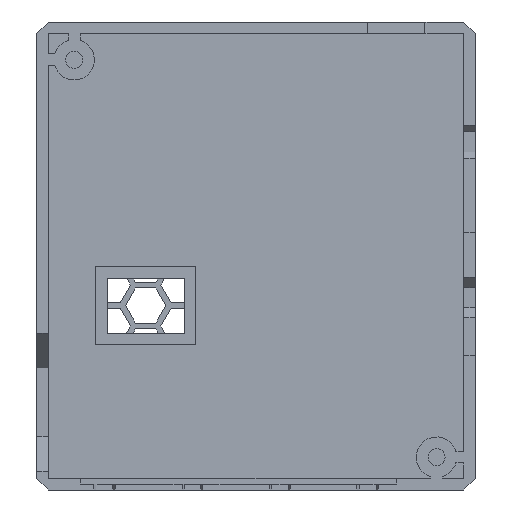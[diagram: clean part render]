
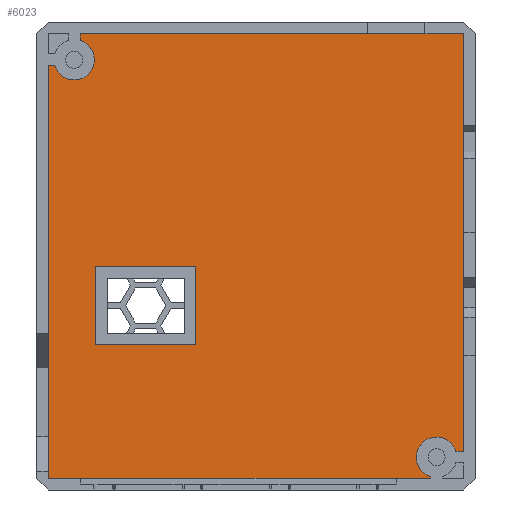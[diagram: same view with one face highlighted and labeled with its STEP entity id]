
A CAD part, front view. The second image highlights one B-rep face of the part: STEP entity #6023.
In plain terms, the highlighted planar face has unit normal (0, -1, 0).
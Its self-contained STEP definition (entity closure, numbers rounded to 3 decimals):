
#51=CIRCLE('',#6356,3.45);
#52=CIRCLE('',#6357,3.45);
#94=FACE_BOUND('',#713,.T.);
#379=FACE_OUTER_BOUND('',#712,.T.);
#712=EDGE_LOOP('',(#5253,#5254,#5255,#5256,#5257,#5258,#5259,#5260,#5261,
#5262));
#713=EDGE_LOOP('',(#5263,#5264,#5265,#5266));
#770=LINE('',#7887,#1585);
#1442=LINE('',#9266,#2257);
#1521=LINE('',#9438,#2336);
#1525=LINE('',#9446,#2340);
#1529=LINE('',#9454,#2344);
#1532=LINE('',#9459,#2347);
#1534=LINE('',#9465,#2349);
#1535=LINE('',#9467,#2350);
#1536=LINE('',#9469,#2351);
#1537=LINE('',#9471,#2352);
#1538=LINE('',#9474,#2353);
#1539=LINE('',#9476,#2354);
#1585=VECTOR('',#6415,10.);
#2257=VECTOR('',#7559,10.);
#2336=VECTOR('',#7728,10.);
#2340=VECTOR('',#7734,10.);
#2344=VECTOR('',#7742,10.);
#2347=VECTOR('',#7747,10.);
#2349=VECTOR('',#7753,10.);
#2350=VECTOR('',#7754,10.);
#2351=VECTOR('',#7755,10.);
#2352=VECTOR('',#7756,10.);
#2353=VECTOR('',#7759,10.);
#2354=VECTOR('',#7760,10.);
#2396=VERTEX_POINT('',#7884);
#2397=VERTEX_POINT('',#7886);
#2868=VERTEX_POINT('',#9264);
#2915=VERTEX_POINT('',#9436);
#2916=VERTEX_POINT('',#9437);
#2919=VERTEX_POINT('',#9445);
#2921=VERTEX_POINT('',#9453);
#2923=VERTEX_POINT('',#9463);
#2924=VERTEX_POINT('',#9464);
#2925=VERTEX_POINT('',#9466);
#2926=VERTEX_POINT('',#9468);
#2927=VERTEX_POINT('',#9470);
#2928=VERTEX_POINT('',#9472);
#2929=VERTEX_POINT('',#9475);
#2958=EDGE_CURVE('',#2397,#2396,#770,.T.);
#3645=EDGE_CURVE('',#2396,#2868,#1442,.T.);
#3731=EDGE_CURVE('',#2915,#2916,#1521,.T.);
#3735=EDGE_CURVE('',#2919,#2915,#1525,.T.);
#3739=EDGE_CURVE('',#2916,#2921,#1529,.T.);
#3742=EDGE_CURVE('',#2921,#2919,#1532,.T.);
#3744=EDGE_CURVE('',#2923,#2924,#1534,.T.);
#3745=EDGE_CURVE('',#2924,#2925,#1535,.T.);
#3746=EDGE_CURVE('',#2925,#2926,#1536,.T.);
#3747=EDGE_CURVE('',#2926,#2927,#1537,.T.);
#3748=EDGE_CURVE('',#2927,#2928,#51,.T.);
#3749=EDGE_CURVE('',#2928,#2397,#1538,.T.);
#3750=EDGE_CURVE('',#2868,#2929,#1539,.T.);
#3751=EDGE_CURVE('',#2929,#2923,#52,.T.);
#5253=ORIENTED_EDGE('',*,*,#3744,.T.);
#5254=ORIENTED_EDGE('',*,*,#3745,.T.);
#5255=ORIENTED_EDGE('',*,*,#3746,.T.);
#5256=ORIENTED_EDGE('',*,*,#3747,.T.);
#5257=ORIENTED_EDGE('',*,*,#3748,.T.);
#5258=ORIENTED_EDGE('',*,*,#3749,.T.);
#5259=ORIENTED_EDGE('',*,*,#2958,.T.);
#5260=ORIENTED_EDGE('',*,*,#3645,.T.);
#5261=ORIENTED_EDGE('',*,*,#3750,.T.);
#5262=ORIENTED_EDGE('',*,*,#3751,.T.);
#5263=ORIENTED_EDGE('',*,*,#3735,.T.);
#5264=ORIENTED_EDGE('',*,*,#3731,.T.);
#5265=ORIENTED_EDGE('',*,*,#3739,.T.);
#5266=ORIENTED_EDGE('',*,*,#3742,.T.);
#5733=PLANE('',#6355);
#6023=ADVANCED_FACE('',(#379,#94),#5733,.F.);
#6355=AXIS2_PLACEMENT_3D('',#9462,#7751,#7752);
#6356=AXIS2_PLACEMENT_3D('',#9473,#7757,#7758);
#6357=AXIS2_PLACEMENT_3D('',#9477,#7761,#7762);
#6415=DIRECTION('',(0.,0.,-1.));
#7559=DIRECTION('',(1.,0.,0.));
#7728=DIRECTION('',(0.,0.,-1.));
#7734=DIRECTION('',(1.,0.,0.));
#7742=DIRECTION('',(-1.,0.,0.));
#7747=DIRECTION('',(0.,0.,1.));
#7751=DIRECTION('center_axis',(0.,1.,0.));
#7752=DIRECTION('ref_axis',(-1.,0.,0.));
#7753=DIRECTION('',(1.,0.,0.));
#7754=DIRECTION('',(0.,0.,1.));
#7755=DIRECTION('',(-1.,0.,0.));
#7756=DIRECTION('',(0.,0.,-1.));
#7757=DIRECTION('center_axis',(0.,1.,0.));
#7758=DIRECTION('ref_axis',(1.,0.,0.));
#7759=DIRECTION('',(-1.,0.,0.));
#7760=DIRECTION('',(0.,0.,1.));
#7761=DIRECTION('center_axis',(0.,1.,0.));
#7762=DIRECTION('ref_axis',(1.,0.,0.));
#7884=CARTESIAN_POINT('',(-35.5,34.,-38.));
#7886=CARTESIAN_POINT('',(-35.5,34.,32.534));
#7887=CARTESIAN_POINT('',(-35.5,34.,38.));
#9264=CARTESIAN_POINT('',(29.866,34.,-38.));
#9266=CARTESIAN_POINT('',(-35.5,34.,-38.));
#9436=CARTESIAN_POINT('',(-10.27,34.,-1.763));
#9437=CARTESIAN_POINT('',(-10.27,34.,-15.168));
#9438=CARTESIAN_POINT('',(-10.27,34.,-7.584));
#9445=CARTESIAN_POINT('',(-27.443,34.,-1.763));
#9446=CARTESIAN_POINT('',(-5.135,34.,-1.763));
#9453=CARTESIAN_POINT('',(-27.443,34.,-15.168));
#9454=CARTESIAN_POINT('',(-13.721,34.,-15.168));
#9459=CARTESIAN_POINT('',(-27.443,34.,-0.881));
#9462=CARTESIAN_POINT('Origin',(0.,34.,0.));
#9463=CARTESIAN_POINT('',(34.168,34.,-33.38));
#9464=CARTESIAN_POINT('',(35.5,34.,-33.38));
#9465=CARTESIAN_POINT('',(17.75,34.,-33.38));
#9466=CARTESIAN_POINT('',(35.5,34.,38.));
#9467=CARTESIAN_POINT('',(35.5,34.,-38.));
#9468=CARTESIAN_POINT('',(-30.079,34.,38.));
#9469=CARTESIAN_POINT('',(35.5,34.,38.));
#9470=CARTESIAN_POINT('',(-30.079,34.,36.836));
#9471=CARTESIAN_POINT('',(-30.079,34.,18.418));
#9472=CARTESIAN_POINT('',(-34.381,34.,32.534));
#9473=CARTESIAN_POINT('Origin',(-31.079,34.,33.534));
#9474=CARTESIAN_POINT('',(-17.75,34.,32.534));
#9475=CARTESIAN_POINT('',(29.866,34.,-37.682));
#9476=CARTESIAN_POINT('',(29.866,34.,-18.841));
#9477=CARTESIAN_POINT('Origin',(30.866,34.,-34.38));
